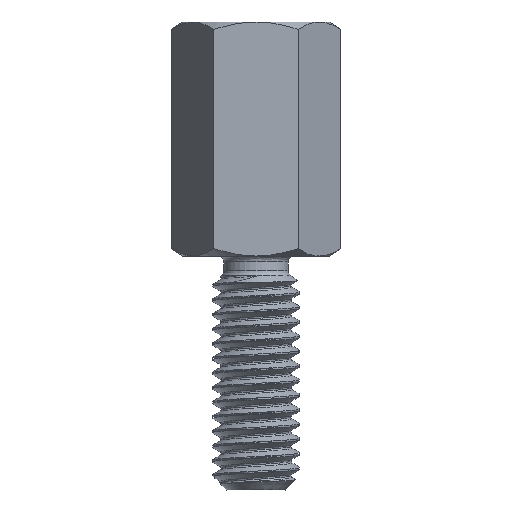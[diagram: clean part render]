
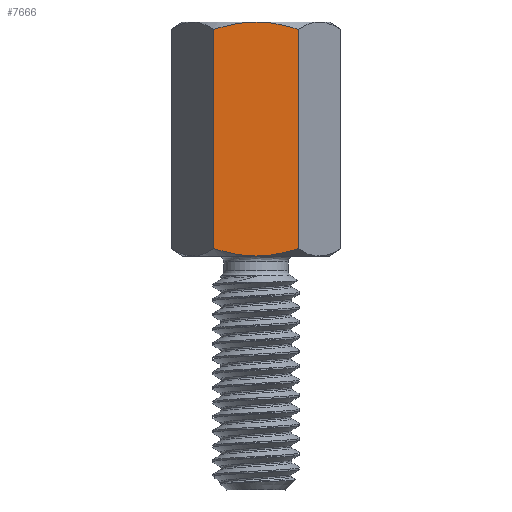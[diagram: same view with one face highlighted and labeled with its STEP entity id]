
A CAD part, front view. The second image highlights one B-rep face of the part: STEP entity #7666.
In plain terms, the highlighted planar face has unit normal (0, 1, 0).
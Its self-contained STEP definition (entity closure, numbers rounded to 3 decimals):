
#113 = CARTESIAN_POINT ( 'NONE',  ( -1.443, -2.5, 0. ) ) ;
#235 = VERTEX_POINT ( 'NONE', #5837 ) ;
#328 = CARTESIAN_POINT ( 'NONE',  ( 1.185, -2.5, 0.167 ) ) ;
#423 = CARTESIAN_POINT ( 'NONE',  ( 1.181, -2.5, 7.835 ) ) ;
#547 = CARTESIAN_POINT ( 'NONE',  ( 0., -2.5, 8. ) ) ;
#779 = CARTESIAN_POINT ( 'NONE',  ( -1.188, -2.5, 0.172 ) ) ;
#902 = DIRECTION ( 'NONE',  ( 0., -1., 0. ) ) ;
#1454 = CARTESIAN_POINT ( 'NONE',  ( -0.94, -2.5, 0.11 ) ) ;
#1680 = EDGE_CURVE ( 'NONE', #235, #7834, #2334, .T. ) ;
#1838 = CARTESIAN_POINT ( 'NONE',  ( -1.181, -2.5, 7.835 ) ) ;
#2129 = CARTESIAN_POINT ( 'NONE',  ( -0.754, -2.5, 0.072 ) ) ;
#2197 = PLANE ( 'NONE',  #7274 ) ;
#2255 = CARTESIAN_POINT ( 'NONE',  ( 0., -2.5, 8. ) ) ;
#2334 = LINE ( 'NONE', #6317, #7501 ) ;
#2417 = CARTESIAN_POINT ( 'NONE',  ( 0.459, -2.5, 7.98 ) ) ;
#2725 = EDGE_CURVE ( 'NONE', #8501, #7834, #8454, .T. ) ;
#2741 = ORIENTED_EDGE ( 'NONE', *, *, #6471, .F. ) ;
#2808 = CARTESIAN_POINT ( 'NONE',  ( -0.233, -2.5, 0. ) ) ;
#2968 = CARTESIAN_POINT ( 'NONE',  ( 0.115, -2.5, 0. ) ) ;
#2997 = CARTESIAN_POINT ( 'NONE',  ( 0.403, -2.5, 0.02 ) ) ;
#3215 = CARTESIAN_POINT ( 'NONE',  ( -1.443, -2.5, 0.25 ) ) ;
#3218 = VECTOR ( 'NONE', #3475, 1000. ) ;
#3475 = DIRECTION ( 'NONE',  ( 0., 0., 1. ) ) ;
#3667 = DIRECTION ( 'NONE',  ( 0., 0., 1. ) ) ;
#3669 = CARTESIAN_POINT ( 'NONE',  ( 0.578, -2.5, 0.042 ) ) ;
#3892 = CARTESIAN_POINT ( 'NONE',  ( -0.932, -2.5, 7.898 ) ) ;
#4120 = CARTESIAN_POINT ( 'NONE',  ( -1.443, -2.5, 0.25 ) ) ;
#4326 = CARTESIAN_POINT ( 'NONE',  ( 0., -2.5, 0. ) ) ;
#4345 = CARTESIAN_POINT ( 'NONE',  ( 0.94, -2.5, 0.104 ) ) ;
#4369 = B_SPLINE_CURVE_WITH_KNOTS ( 'NONE', 3,
 ( #6320, #2968, #7026, #2997, #7705, #3669, #8365, #4345, #328, #5023 ),
 .UNSPECIFIED., .F., .F.,
 ( 4, 2, 2, 2, 4 ),
 ( 0., 0.25, 0.375, 0.5, 1. ),
 .UNSPECIFIED. ) ;
#4443 = CARTESIAN_POINT ( 'NONE',  ( 0.932, -2.5, 7.898 ) ) ;
#4570 = CARTESIAN_POINT ( 'NONE',  ( -0.227, -2.5, 8. ) ) ;
#4690 = VERTEX_POINT ( 'NONE', #5056 ) ;
#4709 = VERTEX_POINT ( 'NONE', #3215 ) ;
#4763 = B_SPLINE_CURVE_WITH_KNOTS ( 'NONE', 3,
 ( #7249, #1838, #3892, #8582, #4570, #547 ),
 .UNSPECIFIED., .F., .F.,
 ( 4, 2, 4 ),
 ( 0., 0.5, 1. ),
 .UNSPECIFIED. ) ;
#4931 = CARTESIAN_POINT ( 'NONE',  ( 1.443, -2.5, 0. ) ) ;
#5023 = CARTESIAN_POINT ( 'NONE',  ( 1.443, -2.5, 0.25 ) ) ;
#5056 = CARTESIAN_POINT ( 'NONE',  ( -1.443, -2.5, 7.75 ) ) ;
#5118 = CARTESIAN_POINT ( 'NONE',  ( 1.443, -2.5, 7.75 ) ) ;
#5475 = CARTESIAN_POINT ( 'NONE',  ( -1.002, -2.5, 0.125 ) ) ;
#5603 = DIRECTION ( 'NONE',  ( 0., 0., -1. ) ) ;
#5632 = FACE_OUTER_BOUND ( 'NONE', #8607, .T. ) ;
#5837 = CARTESIAN_POINT ( 'NONE',  ( 1.443, -2.5, 0.25 ) ) ;
#5938 = B_SPLINE_CURVE_WITH_KNOTS ( 'NONE', 3,
 ( #4120, #7425, #779, #5475, #1454, #6158, #2129, #6834, #2808, #7518 ),
 .UNSPECIFIED., .F., .F.,
 ( 4, 2, 2, 2, 4 ),
 ( 0., 0.25, 0.375, 0.5, 1. ),
 .UNSPECIFIED. ) ;
#6060 = ORIENTED_EDGE ( 'NONE', *, *, #6485, .T. ) ;
#6158 = CARTESIAN_POINT ( 'NONE',  ( -0.818, -2.5, 0.084 ) ) ;
#6317 = CARTESIAN_POINT ( 'NONE',  ( 1.443, -2.5, 0. ) ) ;
#6320 = CARTESIAN_POINT ( 'NONE',  ( 0., -2.5, 0. ) ) ;
#6471 = EDGE_CURVE ( 'NONE', #4709, #6985, #5938, .T. ) ;
#6485 = EDGE_CURVE ( 'NONE', #4709, #4690, #8376, .T. ) ;
#6834 = CARTESIAN_POINT ( 'NONE',  ( -0.459, -2.5, 0.02 ) ) ;
#6985 = VERTEX_POINT ( 'NONE', #4326 ) ;
#6988 = CARTESIAN_POINT ( 'NONE',  ( 1.443, -2.5, 7.75 ) ) ;
#7026 = CARTESIAN_POINT ( 'NONE',  ( 0.227, -2.5, 0.005 ) ) ;
#7105 = ORIENTED_EDGE ( 'NONE', *, *, #7398, .T. ) ;
#7249 = CARTESIAN_POINT ( 'NONE',  ( -1.443, -2.5, 7.75 ) ) ;
#7274 = AXIS2_PLACEMENT_3D ( 'NONE', #4931, #902, #5603 ) ;
#7376 = ORIENTED_EDGE ( 'NONE', *, *, #1680, .F. ) ;
#7398 = EDGE_CURVE ( 'NONE', #4690, #8501, #4763, .T. ) ;
#7410 = ORIENTED_EDGE ( 'NONE', *, *, #2725, .T. ) ;
#7425 = CARTESIAN_POINT ( 'NONE',  ( -1.314, -2.5, 0.208 ) ) ;
#7501 = VECTOR ( 'NONE', #3667, 1000. ) ;
#7518 = CARTESIAN_POINT ( 'NONE',  ( 0., -2.5, 0. ) ) ;
#7666 = ADVANCED_FACE ( 'NONE', ( #5632 ), #2197, .F. ) ;
#7705 = CARTESIAN_POINT ( 'NONE',  ( 0.461, -2.5, 0.027 ) ) ;
#7798 = CARTESIAN_POINT ( 'NONE',  ( 0.228, -2.5, 8. ) ) ;
#7834 = VERTEX_POINT ( 'NONE', #6988 ) ;
#7985 = EDGE_CURVE ( 'NONE', #6985, #235, #4369, .T. ) ;
#8160 = ORIENTED_EDGE ( 'NONE', *, *, #7985, .F. ) ;
#8365 = CARTESIAN_POINT ( 'NONE',  ( 0.634, -2.5, 0.051 ) ) ;
#8376 = LINE ( 'NONE', #113, #3218 ) ;
#8454 = B_SPLINE_CURVE_WITH_KNOTS ( 'NONE', 3,
 ( #8461, #7798, #2417, #4443, #423, #5118 ),
 .UNSPECIFIED., .F., .F.,
 ( 4, 2, 4 ),
 ( 0., 0.5, 1. ),
 .UNSPECIFIED. ) ;
#8461 = CARTESIAN_POINT ( 'NONE',  ( 0., -2.5, 8. ) ) ;
#8501 = VERTEX_POINT ( 'NONE', #2255 ) ;
#8582 = CARTESIAN_POINT ( 'NONE',  ( -0.459, -2.5, 7.98 ) ) ;
#8607 = EDGE_LOOP ( 'NONE', ( #6060, #7105, #7410, #7376, #8160, #2741 ) ) ;
